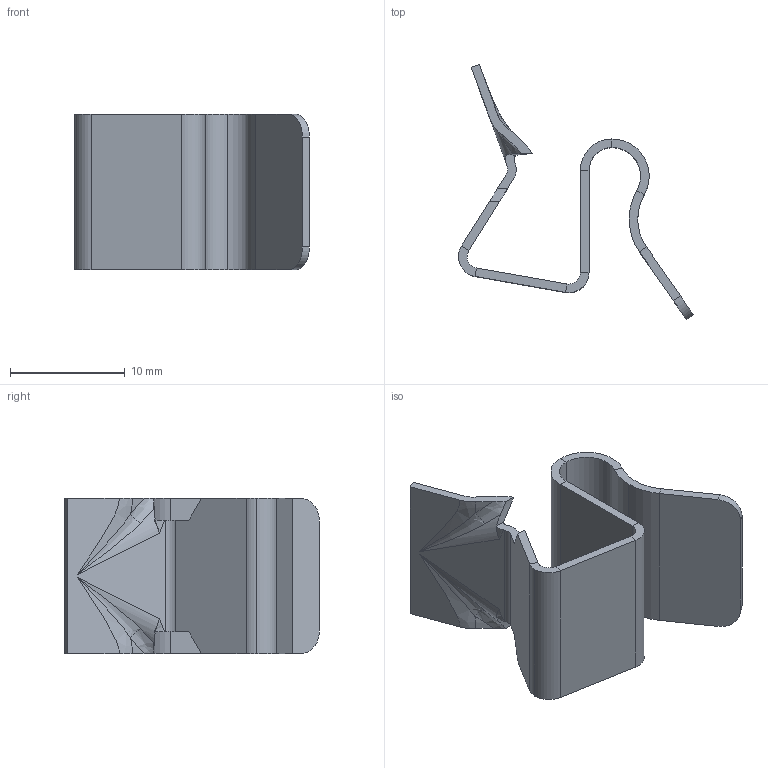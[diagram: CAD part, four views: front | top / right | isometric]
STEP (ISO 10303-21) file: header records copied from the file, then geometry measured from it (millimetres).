
FILE_DESCRIPTION (( 'STEP AP214' ), '1' );
FILE_NAME ('1483960.stp', '2022-10-21T06:58:53', ( '' ), ( '' ), 'SwSTEP 2.0', 'SolidWorks 2020', '' );
FILE_SCHEMA (( 'AUTOMOTIVE_DESIGN' ));
Length unit declared in the file: millimetre
Products named in the file (1): 1483960
Bounding box: 20.51 x 22.26 x 13.55 mm (x, y, z)
Volume: 618.3 mm3; surface area: 1767.4 mm2
Topology: 1 solids, 1 shells, 90 faces, 228 edges, 128 vertices
Faces by surface type: plane 36, bspline 26, cylinder 22, cone 6
Entity records: 3478 total; most frequent: CARTESIAN_POINT 1578, ORIENTED_EDGE 432, DIRECTION 326, EDGE_CURVE 216, VERTEX_POINT 128, AXIS2_PLACEMENT_3D 115, VECTOR 96, LINE 96
